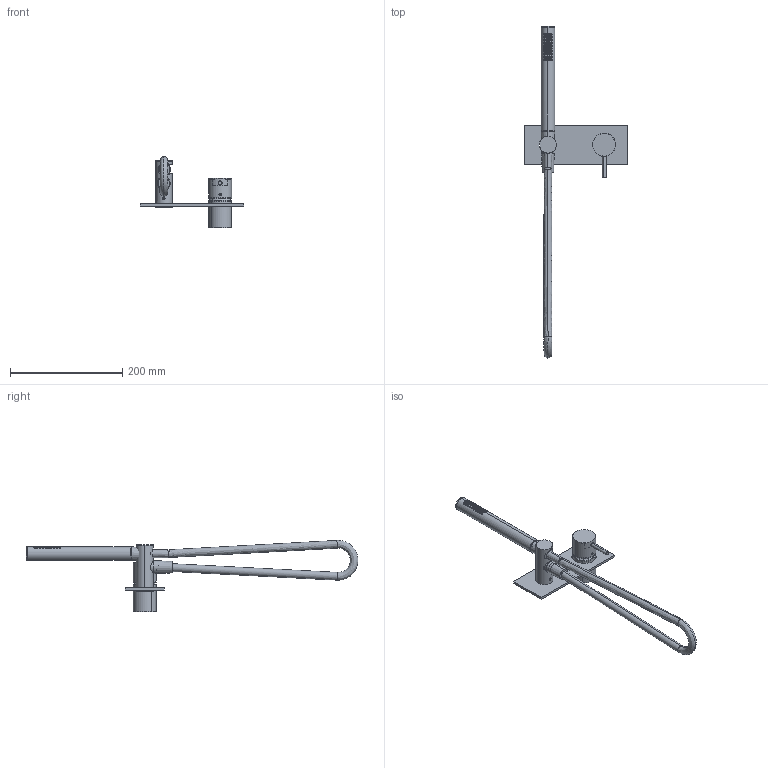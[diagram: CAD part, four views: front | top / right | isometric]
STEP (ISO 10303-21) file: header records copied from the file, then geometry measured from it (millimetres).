
FILE_DESCRIPTION (( 'STEP AP214' ), '1' );
FILE_NAME ('C35.0054 3D.STEP', '2023-01-19T15:15:32', ( '' ), ( '' ), 'SwSTEP 2.0', 'SolidWorks 2022', '' );
FILE_SCHEMA (( 'AUTOMOTIVE_DESIGN' ));
Length unit declared in the file: millimetre
Products named in the file (12): C35.0054.STEP; CHUVEIRO MAO.STEP.STEP.STEP; 0044.000.25.STEP.STEP.STEP; 0001-POMULO__7X40MM_000000000000.STEP.STEP; 0057.003.00.STEP.STEP.STEP; 0001-ESPELHO_185x70x4MM_000000000000.STEP; 0046.000.03.STEP.STEP.STEP; FLEXIVEL_TOMADA__GUA_CILINDRICA_LATERAL_PARA_MON_AO_CHAO.STEP.STEP.STEP; C35.0022.STEP.STEP; C35.0054 3D; 0057.001.00.STEP.STEP.STEP; C35.0022.STEP.STEP.STEP
Assembly tree (11 placements, depth 5):
  C35.0054 3D
    C35.0054.STEP
      C35.0022.STEP.STEP
        C35.0022.STEP.STEP.STEP
          FLEXIVEL_TOMADA__GUA_CILINDRICA_LATERAL_PARA_MON_AO_CHAO.STEP.STEP.STEP
          0044.000.25.STEP.STEP.STEP
          0046.000.03.STEP.STEP.STEP
          0057.001.00.STEP.STEP.STEP
          0057.003.00.STEP.STEP.STEP
          CHUVEIRO MAO.STEP.STEP.STEP
        0001-POMULO__7X40MM_000000000000.STEP.STEP
      0001-ESPELHO_185x70x4MM_000000000000.STEP
Bounding box: 185 x 590.61 x 126.52 mm (x, y, z)
Volume: 327491.1 mm3; surface area: 129258.6 mm2
Topology: 10 solids, 10 shells, 835 faces, 2018 edges, 1291 vertices
Faces by surface type: bspline 263, cylinder 241, plane 173, cone 122, torus 32, sphere 4
Entity records: 60902 total; most frequent: CARTESIAN_POINT 41751, ORIENTED_EDGE 4008, DIRECTION 2793, EDGE_CURVE 2004, VERTEX_POINT 1291, AXIS2_PLACEMENT_3D 1152, EDGE_LOOP 955, B_SPLINE_CURVE_WITH_KNOTS 936
